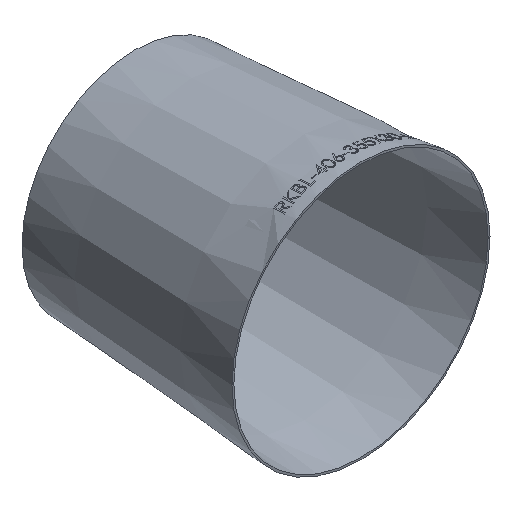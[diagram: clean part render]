
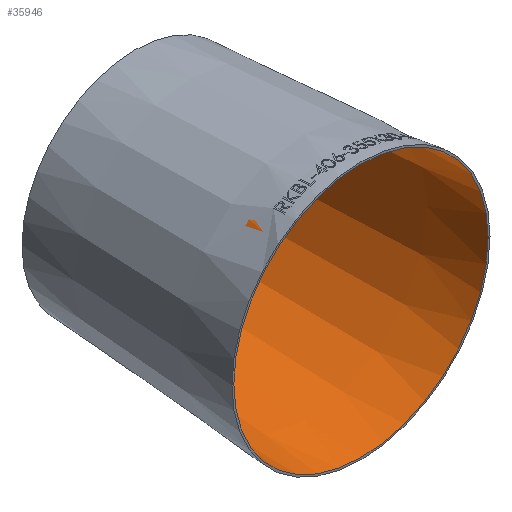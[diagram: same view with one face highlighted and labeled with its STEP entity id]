
A CAD part, isometric view. The second image highlights one B-rep face of the part: STEP entity #35946.
In plain terms, the highlighted conical face has half-angle 4.081 degrees and reference radius 200.192 mm.
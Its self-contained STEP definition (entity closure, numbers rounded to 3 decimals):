
#2245 = CARTESIAN_POINT ( 'NONE',  ( 0., 0., 0. ) ) ;
#6602 = DIRECTION ( 'NONE',  ( 0., -1., 0. ) ) ;
#8053 = CARTESIAN_POINT ( 'NONE',  ( 0., 356., -174.792 ) ) ;
#8630 = ORIENTED_EDGE ( 'NONE', *, *, #10725, .F. ) ;
#9144 = FACE_OUTER_BOUND ( 'NONE', #39246, .T. ) ;
#9972 = DIRECTION ( 'NONE',  ( 0., 0., -1. ) ) ;
#10725 = EDGE_CURVE ( 'NONE', #11030, #11030, #35815, .T. ) ;
#11030 = VERTEX_POINT ( 'NONE', #8053 ) ;
#11447 = VERTEX_POINT ( 'NONE', #34025 ) ;
#12520 = CARTESIAN_POINT ( 'NONE',  ( 0., 0., 0. ) ) ;
#13962 = CONICAL_SURFACE ( 'NONE', #38298, 200.192, 0.071 ) ;
#15280 = EDGE_CURVE ( 'NONE', #11447, #11447, #33194, .T. ) ;
#17916 = DIRECTION ( 'NONE',  ( 0., 0., -1. ) ) ;
#18258 = AXIS2_PLACEMENT_3D ( 'NONE', #30599, #33981, #17916 ) ;
#25403 = FACE_BOUND ( 'NONE', #36164, .T. ) ;
#26449 = AXIS2_PLACEMENT_3D ( 'NONE', #2245, #27950, #40851 ) ;
#27950 = DIRECTION ( 'NONE',  ( 0., -1., 0. ) ) ;
#30599 = CARTESIAN_POINT ( 'NONE',  ( 0., 356., 0. ) ) ;
#33194 = CIRCLE ( 'NONE', #26449, 200.192 ) ;
#33981 = DIRECTION ( 'NONE',  ( 0., -1., 0. ) ) ;
#34025 = CARTESIAN_POINT ( 'NONE',  ( 0., 0., -200.192 ) ) ;
#35815 = CIRCLE ( 'NONE', #18258, 174.792 ) ;
#35946 = ADVANCED_FACE ( 'NONE', ( #25403, #9144 ), #13962, .F. ) ;
#36164 = EDGE_LOOP ( 'NONE', ( #8630 ) ) ;
#38298 = AXIS2_PLACEMENT_3D ( 'NONE', #12520, #6602, #9972 ) ;
#39246 = EDGE_LOOP ( 'NONE', ( #40182 ) ) ;
#40182 = ORIENTED_EDGE ( 'NONE', *, *, #15280, .T. ) ;
#40851 = DIRECTION ( 'NONE',  ( 0., 0., -1. ) ) ;
